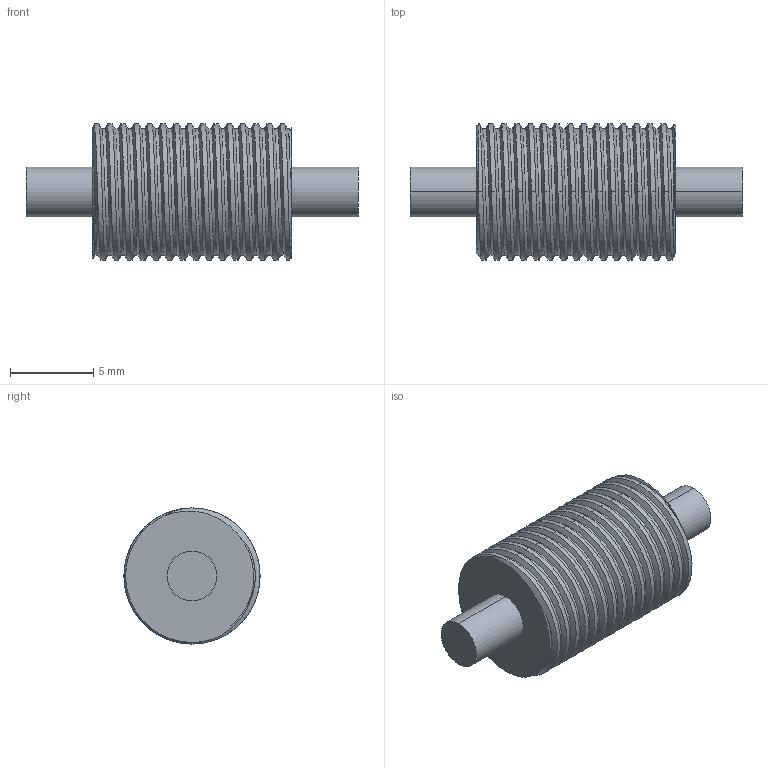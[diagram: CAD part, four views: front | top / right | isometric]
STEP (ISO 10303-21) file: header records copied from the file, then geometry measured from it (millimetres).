
FILE_DESCRIPTION (( 'STEP AP214' ), '1' );
FILE_NAME ('roller.STEP', '2021-12-27T22:00:26', ( '' ), ( '' ), 'SwSTEP 2.0', 'SolidWorks 2016', '' );
FILE_SCHEMA (( 'AUTOMOTIVE_DESIGN' ));
Length unit declared in the file: millimetre
Products named in the file (2): roller
Bounding box: 20 x 8.2 x 8.2 mm (x, y, z)
Volume: 652.1 mm3; surface area: 594.8 mm2
Topology: 1 solids, 1 shells, 47 faces, 129 edges, 86 vertices
Faces by surface type: cylinder 35, bspline 5, plane 4, cone 3
Entity records: 7412 total; most frequent: CARTESIAN_POINT 6391, ORIENTED_EDGE 258, DIRECTION 151, EDGE_CURVE 129, VERTEX_POINT 86, AXIS2_PLACEMENT_3D 58, EDGE_LOOP 49, ADVANCED_FACE 47
